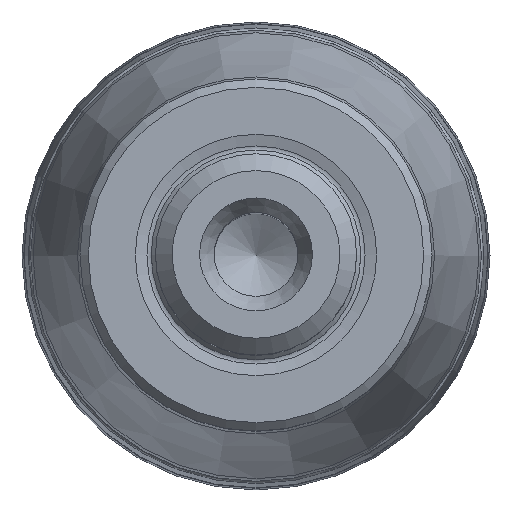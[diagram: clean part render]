
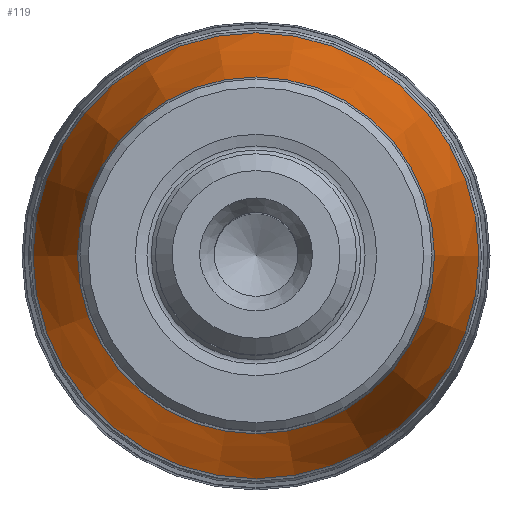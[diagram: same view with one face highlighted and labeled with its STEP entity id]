
A CAD part, top view. The second image highlights one B-rep face of the part: STEP entity #119.
In plain terms, the highlighted conical face has half-angle 13.787 degrees and reference radius 13.445 mm.
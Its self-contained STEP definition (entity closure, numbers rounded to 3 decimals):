
#47=CONICAL_SURFACE('',#815,13.445,13.787);
#119=ADVANCED_FACE('',(#317,#318),#47,.T.);
#317=FACE_BOUND('',#434,.T.);
#318=FACE_BOUND('',#435,.T.);
#434=EDGE_LOOP('',(#550));
#435=EDGE_LOOP('',(#551));
#550=ORIENTED_EDGE('',*,*,#691,.T.);
#551=ORIENTED_EDGE('',*,*,#692,.T.);
#632=VERTEX_POINT('',#1407);
#633=VERTEX_POINT('',#1409);
#691=EDGE_CURVE('',#632,#632,#749,.T.);
#692=EDGE_CURVE('',#633,#633,#750,.T.);
#749=CIRCLE('',#813,13.301);
#750=CIRCLE('',#814,10.644);
#813=AXIS2_PLACEMENT_3D('',#1406,#980,#981);
#814=AXIS2_PLACEMENT_3D('',#1408,#982,#983);
#815=AXIS2_PLACEMENT_3D('',#1410,#984,#985);
#980=DIRECTION('',(0.,0.,1.));
#981=DIRECTION('',(1.,0.,0.));
#982=DIRECTION('',(0.,0.,-1.));
#983=DIRECTION('',(-1.,0.,0.));
#984=DIRECTION('',(0.,0.,-1.));
#985=DIRECTION('',(-1.,0.,0.));
#1406=CARTESIAN_POINT('',(0.,0.,-24.813));
#1407=CARTESIAN_POINT('',(13.301,0.,-24.813));
#1408=CARTESIAN_POINT('',(0.,0.,-13.987));
#1409=CARTESIAN_POINT('',(-10.644,0.,-13.987));
#1410=CARTESIAN_POINT('',(0.,0.,-25.4));
